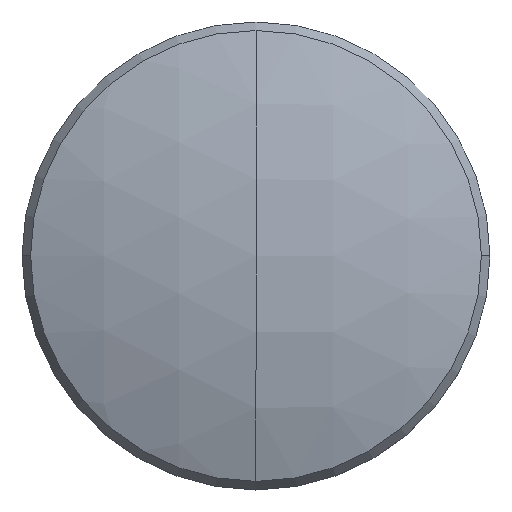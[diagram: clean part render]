
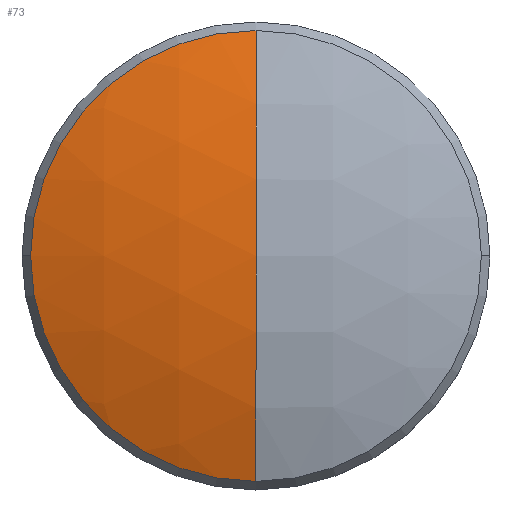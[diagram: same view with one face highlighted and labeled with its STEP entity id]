
A CAD part, top view. The second image highlights one B-rep face of the part: STEP entity #73.
In plain terms, the highlighted spherical face has radius 17.7 mm.
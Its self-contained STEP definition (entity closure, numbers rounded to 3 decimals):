
#15 = FACE_OUTER_BOUND ( 'NONE', #249, .T. ) ;
#17 = DIRECTION ( 'NONE',  ( 0., 1., 0. ) ) ;
#28 = SPHERICAL_SURFACE ( 'NONE', #364, 17.7 ) ;
#32 = DIRECTION ( 'NONE',  ( -1., 0., 0. ) ) ;
#35 = CARTESIAN_POINT ( 'NONE',  ( 0., 0., -15.6 ) ) ;
#42 = ORIENTED_EDGE ( 'NONE', *, *, #66, .T. ) ;
#50 = CIRCLE ( 'NONE', #215, 17.7 ) ;
#56 = DIRECTION ( 'NONE',  ( 0., 0., 1. ) ) ;
#57 = CIRCLE ( 'NONE', #60, 6.118 ) ;
#60 = AXIS2_PLACEMENT_3D ( 'NONE', #84, #56, #207 ) ;
#66 = EDGE_CURVE ( 'NONE', #334, #304, #140, .T. ) ;
#67 = DIRECTION ( 'NONE',  ( 0., -1., 0. ) ) ;
#69 = DIRECTION ( 'NONE',  ( -1., 0., 0. ) ) ;
#73 = ADVANCED_FACE ( 'NONE', ( #15 ), #28, .T. ) ;
#84 = CARTESIAN_POINT ( 'NONE',  ( 0., 0., 1.009 ) ) ;
#94 = AXIS2_PLACEMENT_3D ( 'NONE', #328, #330, #69 ) ;
#96 = DIRECTION ( 'NONE',  ( 1., 0., 0. ) ) ;
#101 = VERTEX_POINT ( 'NONE', #185 ) ;
#102 = ORIENTED_EDGE ( 'NONE', *, *, #339, .T. ) ;
#103 = EDGE_CURVE ( 'NONE', #101, #334, #204, .T. ) ;
#135 = CARTESIAN_POINT ( 'NONE',  ( 0., 6.118, 1.009 ) ) ;
#140 = CIRCLE ( 'NONE', #213, 17.7 ) ;
#159 = DIRECTION ( 'NONE',  ( 0., 0., -1. ) ) ;
#183 = CARTESIAN_POINT ( 'NONE',  ( 0., 0., -15.6 ) ) ;
#184 = DIRECTION ( 'NONE',  ( -1., 0., 0. ) ) ;
#185 = CARTESIAN_POINT ( 'NONE',  ( -6.118, 0., 1.009 ) ) ;
#204 = CIRCLE ( 'NONE', #94, 6.118 ) ;
#207 = DIRECTION ( 'NONE',  ( -1., 0., 0. ) ) ;
#209 = ORIENTED_EDGE ( 'NONE', *, *, #103, .T. ) ;
#213 = AXIS2_PLACEMENT_3D ( 'NONE', #303, #32, #67 ) ;
#215 = AXIS2_PLACEMENT_3D ( 'NONE', #183, #96, #159 ) ;
#221 = EDGE_CURVE ( 'NONE', #232, #304, #50, .T. ) ;
#232 = VERTEX_POINT ( 'NONE', #135 ) ;
#245 = CARTESIAN_POINT ( 'NONE',  ( 0., 0., 2.1 ) ) ;
#249 = EDGE_LOOP ( 'NONE', ( #102, #209, #42, #365 ) ) ;
#303 = CARTESIAN_POINT ( 'NONE',  ( 0., 0., -15.6 ) ) ;
#304 = VERTEX_POINT ( 'NONE', #245 ) ;
#327 = CARTESIAN_POINT ( 'NONE',  ( 0., -6.118, 1.009 ) ) ;
#328 = CARTESIAN_POINT ( 'NONE',  ( 0., 0., 1.009 ) ) ;
#330 = DIRECTION ( 'NONE',  ( 0., 0., 1. ) ) ;
#334 = VERTEX_POINT ( 'NONE', #327 ) ;
#339 = EDGE_CURVE ( 'NONE', #232, #101, #57, .T. ) ;
#364 = AXIS2_PLACEMENT_3D ( 'NONE', #35, #184, #17 ) ;
#365 = ORIENTED_EDGE ( 'NONE', *, *, #221, .F. ) ;
